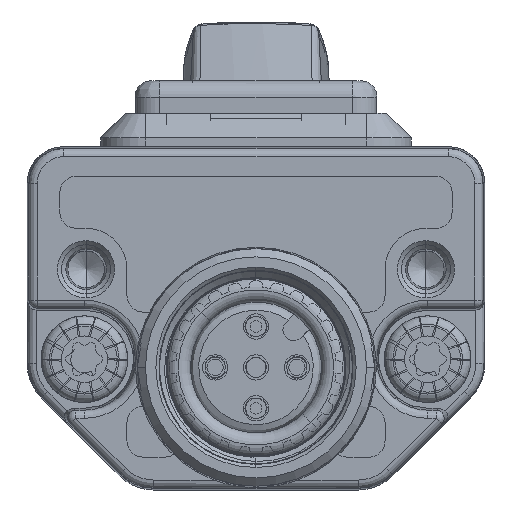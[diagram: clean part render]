
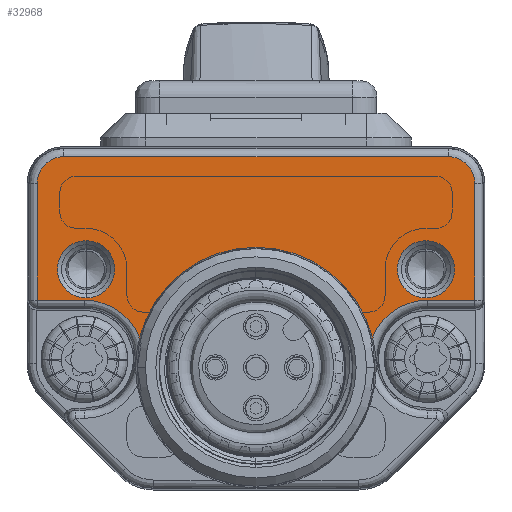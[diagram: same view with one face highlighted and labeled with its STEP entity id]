
A CAD part, left-side view. The second image highlights one B-rep face of the part: STEP entity #32968.
In plain terms, the highlighted face is planar.
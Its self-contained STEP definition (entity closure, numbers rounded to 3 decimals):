
#27927=CARTESIAN_POINT('',(13.,13.5,10.392));
#27928=DIRECTION('',(-1.,0.,0.));
#27929=DIRECTION('',(0.,1.,0.));
#27930=AXIS2_PLACEMENT_3D('',#27927,#27928,#27929);
#27932=CARTESIAN_POINT('',(13.,13.5,10.392));
#27933=DIRECTION('',(-1.,0.,0.));
#27934=DIRECTION('',(0.,-1.,0.));
#27935=AXIS2_PLACEMENT_3D('',#27932,#27933,#27934);
#27937=CARTESIAN_POINT('',(13.,13.5,-10.392));
#27938=DIRECTION('',(-1.,0.,0.));
#27939=DIRECTION('',(0.,-1.,0.));
#27940=AXIS2_PLACEMENT_3D('',#27937,#27938,#27939);
#27942=CARTESIAN_POINT('',(13.,13.5,-10.392));
#27943=DIRECTION('',(-1.,0.,0.));
#27944=DIRECTION('',(0.,1.,0.));
#27945=AXIS2_PLACEMENT_3D('',#27942,#27943,#27944);
#27947=CARTESIAN_POINT('',(13.,8.,-10.5));
#27948=DIRECTION('',(-1.,0.,0.));
#27949=DIRECTION('',(0.,0.359,0.933));
#27950=AXIS2_PLACEMENT_3D('',#27947,#27948,#27949);
#27952=CARTESIAN_POINT('',(13.,7.5,0.));
#27953=DIRECTION('',(1.,0.,0.));
#27954=DIRECTION('',(0.,0.244,-0.97));
#27955=AXIS2_PLACEMENT_3D('',#27952,#27953,#27954);
#27957=CARTESIAN_POINT('',(13.,8.,10.5));
#27958=DIRECTION('',(-1.,0.,0.));
#27959=DIRECTION('',(0.,1.,0.));
#27960=AXIS2_PLACEMENT_3D('',#27957,#27958,#27959);
#27962=DIRECTION('',(0.,0.,-1.));
#27963=VECTOR('',#27962,2.891);
#27964=CARTESIAN_POINT('',(13.,11.614,13.391));
#27965=LINE('',#27964,#27963);
#27966=DIRECTION('',(0.,-1.,0.));
#27967=VECTOR('',#27966,7.136);
#27968=CARTESIAN_POINT('',(13.,18.75,13.391));
#27969=LINE('',#27968,#27967);
#27970=CARTESIAN_POINT('',(13.,18.75,11.75));
#27971=DIRECTION('',(1.,0.,0.));
#27972=DIRECTION('',(0.,1.,0.));
#27973=AXIS2_PLACEMENT_3D('',#27970,#27971,#27972);
#27975=DIRECTION('',(0.,0.,1.));
#27976=VECTOR('',#27975,23.5);
#27977=CARTESIAN_POINT('',(13.,20.391,-11.75));
#27978=LINE('',#27977,#27976);
#27979=CARTESIAN_POINT('',(13.,18.75,-11.75));
#27980=DIRECTION('',(1.,0.,0.));
#27981=DIRECTION('',(0.,0.,-1.));
#27982=AXIS2_PLACEMENT_3D('',#27979,#27980,#27981);
#27984=DIRECTION('',(0.,1.,0.));
#27985=VECTOR('',#27984,7.136);
#27986=CARTESIAN_POINT('',(13.,11.614,-13.391));
#27987=LINE('',#27986,#27985);
#27988=DIRECTION('',(0.,0.,-1.));
#27989=VECTOR('',#27988,2.891);
#27990=CARTESIAN_POINT('',(13.,11.614,-10.5));
#27991=LINE('',#27990,#27989);
#28168=CARTESIAN_POINT('',(13.,9.297,-7.127));
#28236=CARTESIAN_POINT('',(13.,9.297,7.127));
#32246=VERTEX_POINT('',#28168);
#32247=VERTEX_POINT('',#28236);
#32312=CARTESIAN_POINT('',(13.,20.391,11.75));
#32313=CARTESIAN_POINT('',(13.,18.75,13.391));
#32314=VERTEX_POINT('',#32312);
#32315=VERTEX_POINT('',#32313);
#32320=CARTESIAN_POINT('',(13.,20.391,-11.75));
#32321=VERTEX_POINT('',#32320);
#32324=CARTESIAN_POINT('',(13.,18.75,-13.391));
#32325=VERTEX_POINT('',#32324);
#32352=CARTESIAN_POINT('',(13.,15.25,10.392));
#32353=CARTESIAN_POINT('',(13.,11.75,10.392));
#32354=VERTEX_POINT('',#32352);
#32355=VERTEX_POINT('',#32353);
#32356=CARTESIAN_POINT('',(13.,11.75,-10.392));
#32357=CARTESIAN_POINT('',(13.,15.25,-10.392));
#32358=VERTEX_POINT('',#32356);
#32359=VERTEX_POINT('',#32357);
#32360=CARTESIAN_POINT('',(13.,11.614,-10.5));
#32361=VERTEX_POINT('',#32360);
#32362=CARTESIAN_POINT('',(13.,11.614,-13.391));
#32363=VERTEX_POINT('',#32362);
#32398=CARTESIAN_POINT('',(13.,11.614,10.5));
#32399=VERTEX_POINT('',#32398);
#32400=CARTESIAN_POINT('',(13.,11.614,13.391));
#32401=VERTEX_POINT('',#32400);
#32929=CARTESIAN_POINT('',(13.,0.,0.));
#32930=DIRECTION('',(1.,0.,0.));
#32931=DIRECTION('',(0.,0.,-1.));
#32932=AXIS2_PLACEMENT_3D('',#32929,#32930,#32931);
#32933=PLANE('',#32932);
#32935=ORIENTED_EDGE('',*,*,#32934,.F.);
#32937=ORIENTED_EDGE('',*,*,#32936,.T.);
#32939=ORIENTED_EDGE('',*,*,#32938,.F.);
#32941=ORIENTED_EDGE('',*,*,#32940,.F.);
#32943=ORIENTED_EDGE('',*,*,#32942,.F.);
#32945=ORIENTED_EDGE('',*,*,#32944,.F.);
#32947=ORIENTED_EDGE('',*,*,#32946,.F.);
#32949=ORIENTED_EDGE('',*,*,#32948,.F.);
#32951=ORIENTED_EDGE('',*,*,#32950,.F.);
#32953=ORIENTED_EDGE('',*,*,#32952,.F.);
#32954=EDGE_LOOP('',(#32935,#32937,#32939,#32941,#32943,#32945,#32947,#32949,
#32951,#32953));
#32955=FACE_OUTER_BOUND('',#32954,.F.);
#32957=ORIENTED_EDGE('',*,*,#32956,.F.);
#32959=ORIENTED_EDGE('',*,*,#32958,.F.);
#32960=EDGE_LOOP('',(#32957,#32959));
#32961=FACE_BOUND('',#32960,.F.);
#32963=ORIENTED_EDGE('',*,*,#32962,.F.);
#32965=ORIENTED_EDGE('',*,*,#32964,.F.);
#32966=EDGE_LOOP('',(#32963,#32965));
#32967=FACE_BOUND('',#32966,.F.);
#32968=ADVANCED_FACE('',(#32955,#32961,#32967),#32933,.T.);
#27931=CIRCLE('',#27930,1.75);
#27936=CIRCLE('',#27935,1.75);
#27941=CIRCLE('',#27940,1.75);
#27946=CIRCLE('',#27945,1.75);
#27951=CIRCLE('',#27950,3.614);
#27956=CIRCLE('',#27955,7.35);
#27961=CIRCLE('',#27960,3.614);
#27974=CIRCLE('',#27973,1.641);
#27983=CIRCLE('',#27982,1.641);
#32934=EDGE_CURVE('',#32246,#32361,#27951,.T.);
#32936=EDGE_CURVE('',#32246,#32247,#27956,.T.);
#32938=EDGE_CURVE('',#32399,#32247,#27961,.T.);
#32940=EDGE_CURVE('',#32401,#32399,#27965,.T.);
#32942=EDGE_CURVE('',#32315,#32401,#27969,.T.);
#32944=EDGE_CURVE('',#32314,#32315,#27974,.T.);
#32946=EDGE_CURVE('',#32321,#32314,#27978,.T.);
#32948=EDGE_CURVE('',#32325,#32321,#27983,.T.);
#32950=EDGE_CURVE('',#32363,#32325,#27987,.T.);
#32952=EDGE_CURVE('',#32361,#32363,#27991,.T.);
#32956=EDGE_CURVE('',#32354,#32355,#27931,.T.);
#32958=EDGE_CURVE('',#32355,#32354,#27936,.T.);
#32962=EDGE_CURVE('',#32358,#32359,#27941,.T.);
#32964=EDGE_CURVE('',#32359,#32358,#27946,.T.);
